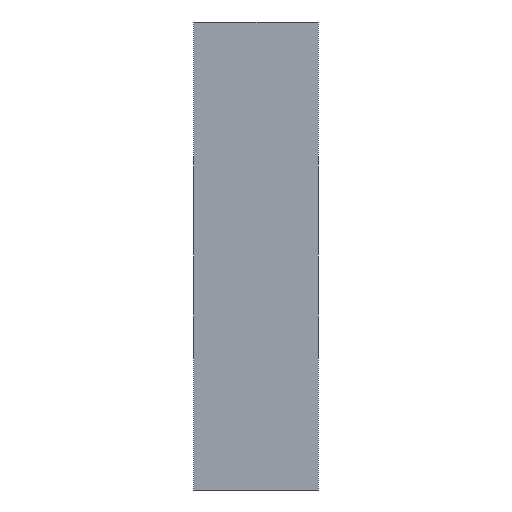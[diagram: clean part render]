
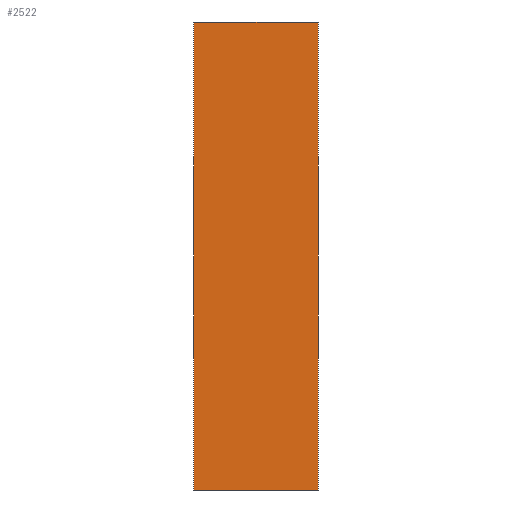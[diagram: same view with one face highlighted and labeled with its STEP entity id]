
A CAD part, left-side view. The second image highlights one B-rep face of the part: STEP entity #2522.
In plain terms, the highlighted planar face has unit normal (-1, 0, 0).
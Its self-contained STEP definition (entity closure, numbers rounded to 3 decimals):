
#162 = VECTOR ( 'NONE', #1930, 1000. ) ;
#336 = LINE ( 'NONE', #5916, #162 ) ;
#1204 = VERTEX_POINT ( 'NONE', #1400 ) ;
#1213 = DIRECTION ( 'NONE',  ( 0., 0., -1. ) ) ;
#1219 = DIRECTION ( 'NONE',  ( 1., 0., 0. ) ) ;
#1242 = CARTESIAN_POINT ( 'NONE',  ( 0., 8., 0. ) ) ;
#1261 = PLANE ( 'NONE',  #1542 ) ;
#1393 = ORIENTED_EDGE ( 'NONE', *, *, #4819, .T. ) ;
#1400 = CARTESIAN_POINT ( 'NONE',  ( 0., 8., 0. ) ) ;
#1542 = AXIS2_PLACEMENT_3D ( 'NONE', #1242, #1219, #1213 ) ;
#1930 = DIRECTION ( 'NONE',  ( 0., 0., 1. ) ) ;
#2198 = VECTOR ( 'NONE', #6086, 1000. ) ;
#2522 = ADVANCED_FACE ( 'NONE', ( #3334 ), #1261, .F. ) ;
#2775 = DIRECTION ( 'NONE',  ( 0., -1., 0. ) ) ;
#3197 = DIRECTION ( 'NONE',  ( 0., 0., 1. ) ) ;
#3334 = FACE_OUTER_BOUND ( 'NONE', #5776, .T. ) ;
#3787 = LINE ( 'NONE', #6070, #2198 ) ;
#3872 = VERTEX_POINT ( 'NONE', #6639 ) ;
#4189 = VECTOR ( 'NONE', #3197, 1000. ) ;
#4205 = EDGE_CURVE ( 'NONE', #1204, #6915, #3787, .T. ) ;
#4559 = ORIENTED_EDGE ( 'NONE', *, *, #4205, .F. ) ;
#4598 = EDGE_CURVE ( 'NONE', #5001, #6915, #336, .T. ) ;
#4819 = EDGE_CURVE ( 'NONE', #3872, #5001, #6707, .T. ) ;
#5001 = VERTEX_POINT ( 'NONE', #5352 ) ;
#5120 = EDGE_CURVE ( 'NONE', #3872, #1204, #5603, .T. ) ;
#5352 = CARTESIAN_POINT ( 'NONE',  ( 0., 0., -30. ) ) ;
#5385 = VECTOR ( 'NONE', #2775, 1000. ) ;
#5412 = CARTESIAN_POINT ( 'NONE',  ( 0., 8., 0. ) ) ;
#5603 = LINE ( 'NONE', #5412, #4189 ) ;
#5776 = EDGE_LOOP ( 'NONE', ( #5905, #4559, #6088, #1393 ) ) ;
#5833 = CARTESIAN_POINT ( 'NONE',  ( 0., 0., 0. ) ) ;
#5905 = ORIENTED_EDGE ( 'NONE', *, *, #4598, .T. ) ;
#5916 = CARTESIAN_POINT ( 'NONE',  ( 0., 0., 0. ) ) ;
#6070 = CARTESIAN_POINT ( 'NONE',  ( 0., 8., 0. ) ) ;
#6086 = DIRECTION ( 'NONE',  ( 0., -1., 0. ) ) ;
#6088 = ORIENTED_EDGE ( 'NONE', *, *, #5120, .F. ) ;
#6561 = CARTESIAN_POINT ( 'NONE',  ( 0., 8., -30. ) ) ;
#6639 = CARTESIAN_POINT ( 'NONE',  ( 0., 8., -30. ) ) ;
#6707 = LINE ( 'NONE', #6561, #5385 ) ;
#6915 = VERTEX_POINT ( 'NONE', #5833 ) ;
